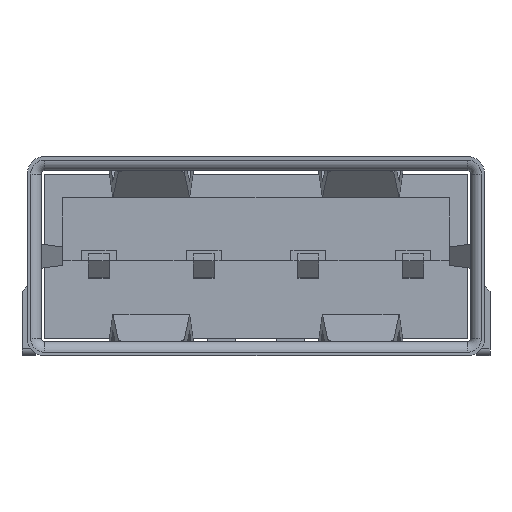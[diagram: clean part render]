
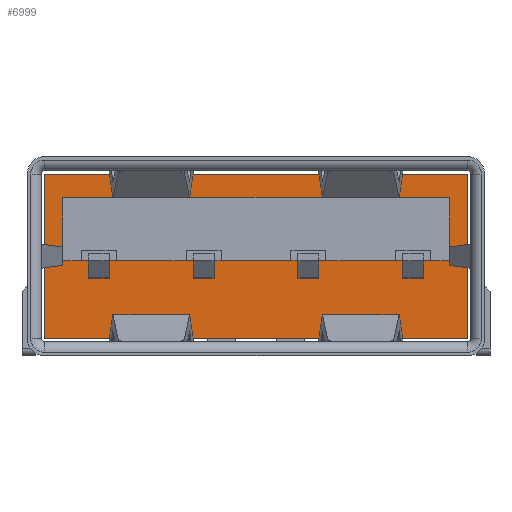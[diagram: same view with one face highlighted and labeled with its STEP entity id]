
A CAD part, front view. The second image highlights one B-rep face of the part: STEP entity #6999.
In plain terms, the highlighted planar face has unit normal (0, -1, 0).
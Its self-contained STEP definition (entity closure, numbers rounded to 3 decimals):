
#153 = VERTEX_POINT ( 'NONE', #25358 ) ;
#320 = VECTOR ( 'NONE', #23510, 1000. ) ;
#632 = CARTESIAN_POINT ( 'NONE',  ( -5.536, 7.95, -0.127 ) ) ;
#692 = ORIENTED_EDGE ( 'NONE', *, *, #6387, .T. ) ;
#861 = DIRECTION ( 'NONE',  ( 0., -1., 0. ) ) ;
#1035 = CARTESIAN_POINT ( 'NONE',  ( 6.05, 7.95, -2.35 ) ) ;
#1302 = ORIENTED_EDGE ( 'NONE', *, *, #3574, .F. ) ;
#1801 = EDGE_CURVE ( 'NONE', #10566, #20043, #14752, .T. ) ;
#2684 = VECTOR ( 'NONE', #3042, 1000. ) ;
#2718 = VERTEX_POINT ( 'NONE', #21090 ) ;
#2770 = CARTESIAN_POINT ( 'NONE',  ( -1., 7.95, -0.127 ) ) ;
#2995 = LINE ( 'NONE', #1035, #15803 ) ;
#3042 = DIRECTION ( 'NONE',  ( 1., 0., 0. ) ) ;
#3448 = EDGE_CURVE ( 'NONE', #18576, #12266, #9690, .T. ) ;
#3464 = ORIENTED_EDGE ( 'NONE', *, *, #11972, .F. ) ;
#3564 = CARTESIAN_POINT ( 'NONE',  ( 4., 7.95, -0.127 ) ) ;
#3573 = CARTESIAN_POINT ( 'NONE',  ( -5.536, 7.95, 1.673 ) ) ;
#3574 = EDGE_CURVE ( 'NONE', #13807, #14283, #9042, .T. ) ;
#4527 = LINE ( 'NONE', #24471, #13619 ) ;
#4955 = DIRECTION ( 'NONE',  ( 1., 0., 0. ) ) ;
#5104 = LINE ( 'NONE', #24546, #14746 ) ;
#5359 = CARTESIAN_POINT ( 'NONE',  ( -6.05, 7.95, 2.35 ) ) ;
#5455 = CARTESIAN_POINT ( 'NONE',  ( -6.05, 7.95, -2.35 ) ) ;
#5917 = CARTESIAN_POINT ( 'NONE',  ( -4., 7.95, -0.127 ) ) ;
#6322 = VECTOR ( 'NONE', #21088, 1000. ) ;
#6373 = CARTESIAN_POINT ( 'NONE',  ( 0., 7.95, -0.127 ) ) ;
#6387 = EDGE_CURVE ( 'NONE', #19267, #10566, #22891, .T. ) ;
#6955 = CARTESIAN_POINT ( 'NONE',  ( 5.536, 7.95, 1.673 ) ) ;
#6999 = ADVANCED_FACE ( 'NONE', ( #20219, #25240 ), #23207, .T. ) ;
#7242 = VECTOR ( 'NONE', #9577, 1000. ) ;
#7319 = CARTESIAN_POINT ( 'NONE',  ( -5., 7.95, -0.127 ) ) ;
#7470 = VECTOR ( 'NONE', #22738, 1000. ) ;
#7597 = CARTESIAN_POINT ( 'NONE',  ( 5.536, 7.95, -0.127 ) ) ;
#7802 = ORIENTED_EDGE ( 'NONE', *, *, #21942, .T. ) ;
#7947 = EDGE_CURVE ( 'NONE', #8790, #24475, #14178, .T. ) ;
#8677 = CARTESIAN_POINT ( 'NONE',  ( 5.536, 7.95, -0.127 ) ) ;
#8790 = VERTEX_POINT ( 'NONE', #632 ) ;
#9042 = LINE ( 'NONE', #12867, #7470 ) ;
#9394 = LINE ( 'NONE', #7597, #19913 ) ;
#9577 = DIRECTION ( 'NONE',  ( -1., 0., 0. ) ) ;
#9666 = CARTESIAN_POINT ( 'NONE',  ( 2., 7.95, -0.127 ) ) ;
#9690 = LINE ( 'NONE', #21354, #10358 ) ;
#9826 = DIRECTION ( 'NONE',  ( 1., 0., 0. ) ) ;
#10105 = CARTESIAN_POINT ( 'NONE',  ( -2., 7.95, -0.127 ) ) ;
#10181 = AXIS2_PLACEMENT_3D ( 'NONE', #12656, #861, #10740 ) ;
#10327 = LINE ( 'NONE', #10456, #13911 ) ;
#10358 = VECTOR ( 'NONE', #9826, 1000. ) ;
#10456 = CARTESIAN_POINT ( 'NONE',  ( 0., 7.95, -0.127 ) ) ;
#10459 = ORIENTED_EDGE ( 'NONE', *, *, #11237, .F. ) ;
#10541 = EDGE_LOOP ( 'NONE', ( #23542, #20977, #3464, #19379, #1302, #13121, #15184, #10459, #17306, #13704, #13317, #15444 ) ) ;
#10566 = VERTEX_POINT ( 'NONE', #5455 ) ;
#10740 = DIRECTION ( 'NONE',  ( 0., 0., -1. ) ) ;
#11237 = EDGE_CURVE ( 'NONE', #12266, #24089, #22237, .T. ) ;
#11911 = CARTESIAN_POINT ( 'NONE',  ( 5., 7.95, -0.127 ) ) ;
#11972 = EDGE_CURVE ( 'NONE', #19253, #153, #17285, .T. ) ;
#12266 = VERTEX_POINT ( 'NONE', #10105 ) ;
#12656 = CARTESIAN_POINT ( 'NONE',  ( 0., 7.95, 0. ) ) ;
#12867 = CARTESIAN_POINT ( 'NONE',  ( 5.536, 7.95, -0.127 ) ) ;
#12893 = DIRECTION ( 'NONE',  ( 1., 0., 0. ) ) ;
#13075 = CARTESIAN_POINT ( 'NONE',  ( -6.05, 7.95, -2.35 ) ) ;
#13121 = ORIENTED_EDGE ( 'NONE', *, *, #19962, .F. ) ;
#13317 = ORIENTED_EDGE ( 'NONE', *, *, #7947, .F. ) ;
#13388 = VECTOR ( 'NONE', #16620, 1000. ) ;
#13478 = VECTOR ( 'NONE', #25359, 1000. ) ;
#13554 = EDGE_CURVE ( 'NONE', #14283, #19253, #23419, .T. ) ;
#13619 = VECTOR ( 'NONE', #23981, 1000. ) ;
#13639 = DIRECTION ( 'NONE',  ( 1., 0., 0. ) ) ;
#13704 = ORIENTED_EDGE ( 'NONE', *, *, #19753, .F. ) ;
#13807 = VERTEX_POINT ( 'NONE', #9666 ) ;
#13877 = CARTESIAN_POINT ( 'NONE',  ( -5.536, 7.95, -0.127 ) ) ;
#13911 = VECTOR ( 'NONE', #4955, 1000. ) ;
#14012 = DIRECTION ( 'NONE',  ( 0., 0., 1. ) ) ;
#14178 = LINE ( 'NONE', #8677, #13388 ) ;
#14283 = VERTEX_POINT ( 'NONE', #3564 ) ;
#14746 = VECTOR ( 'NONE', #12893, 1000. ) ;
#14752 = LINE ( 'NONE', #13075, #21349 ) ;
#15047 = EDGE_CURVE ( 'NONE', #17361, #17962, #21492, .T. ) ;
#15184 = ORIENTED_EDGE ( 'NONE', *, *, #20641, .F. ) ;
#15444 = ORIENTED_EDGE ( 'NONE', *, *, #23190, .F. ) ;
#15674 = LINE ( 'NONE', #13877, #320 ) ;
#15803 = VECTOR ( 'NONE', #14012, 1000. ) ;
#16461 = DIRECTION ( 'NONE',  ( -1., 0., 0. ) ) ;
#16620 = DIRECTION ( 'NONE',  ( 1., 0., 0. ) ) ;
#17285 = LINE ( 'NONE', #21399, #13478 ) ;
#17306 = ORIENTED_EDGE ( 'NONE', *, *, #3448, .F. ) ;
#17361 = VERTEX_POINT ( 'NONE', #6955 ) ;
#17445 = DIRECTION ( 'NONE',  ( 0., 0., 1. ) ) ;
#17643 = CARTESIAN_POINT ( 'NONE',  ( 0., 7.95, -0.127 ) ) ;
#17962 = VERTEX_POINT ( 'NONE', #3573 ) ;
#18576 = VERTEX_POINT ( 'NONE', #5917 ) ;
#18638 = CARTESIAN_POINT ( 'NONE',  ( 6.05, 7.95, -2.35 ) ) ;
#19253 = VERTEX_POINT ( 'NONE', #11911 ) ;
#19267 = VERTEX_POINT ( 'NONE', #19876 ) ;
#19379 = ORIENTED_EDGE ( 'NONE', *, *, #13554, .F. ) ;
#19445 = CARTESIAN_POINT ( 'NONE',  ( 5.536, 7.95, 1.673 ) ) ;
#19753 = EDGE_CURVE ( 'NONE', #24475, #18576, #5104, .T. ) ;
#19795 = CARTESIAN_POINT ( 'NONE',  ( 1., 7.95, -0.127 ) ) ;
#19843 = EDGE_CURVE ( 'NONE', #2718, #19267, #22230, .T. ) ;
#19876 = CARTESIAN_POINT ( 'NONE',  ( -6.05, 7.95, 2.35 ) ) ;
#19913 = VECTOR ( 'NONE', #17445, 1000. ) ;
#19962 = EDGE_CURVE ( 'NONE', #23116, #13807, #10327, .T. ) ;
#20043 = VERTEX_POINT ( 'NONE', #18638 ) ;
#20219 = FACE_OUTER_BOUND ( 'NONE', #20586, .T. ) ;
#20451 = EDGE_CURVE ( 'NONE', #153, #17361, #9394, .T. ) ;
#20484 = VECTOR ( 'NONE', #13639, 1000. ) ;
#20491 = VECTOR ( 'NONE', #16461, 1000. ) ;
#20549 = ORIENTED_EDGE ( 'NONE', *, *, #1801, .T. ) ;
#20586 = EDGE_LOOP ( 'NONE', ( #20549, #7802, #23100, #692 ) ) ;
#20641 = EDGE_CURVE ( 'NONE', #24089, #23116, #4527, .T. ) ;
#20977 = ORIENTED_EDGE ( 'NONE', *, *, #20451, .F. ) ;
#21088 = DIRECTION ( 'NONE',  ( 0., 0., -1. ) ) ;
#21090 = CARTESIAN_POINT ( 'NONE',  ( 6.05, 7.95, 2.35 ) ) ;
#21349 = VECTOR ( 'NONE', #22575, 1000. ) ;
#21354 = CARTESIAN_POINT ( 'NONE',  ( 5.536, 7.95, -0.127 ) ) ;
#21399 = CARTESIAN_POINT ( 'NONE',  ( 5.536, 7.95, -0.127 ) ) ;
#21492 = LINE ( 'NONE', #19445, #7242 ) ;
#21942 = EDGE_CURVE ( 'NONE', #20043, #2718, #2995, .T. ) ;
#22230 = LINE ( 'NONE', #23898, #20491 ) ;
#22237 = LINE ( 'NONE', #6373, #2684 ) ;
#22575 = DIRECTION ( 'NONE',  ( 1., 0., 0. ) ) ;
#22738 = DIRECTION ( 'NONE',  ( 1., 0., 0. ) ) ;
#22891 = LINE ( 'NONE', #5359, #6322 ) ;
#23100 = ORIENTED_EDGE ( 'NONE', *, *, #19843, .T. ) ;
#23116 = VERTEX_POINT ( 'NONE', #19795 ) ;
#23190 = EDGE_CURVE ( 'NONE', #17962, #8790, #15674, .T. ) ;
#23207 = PLANE ( 'NONE',  #10181 ) ;
#23419 = LINE ( 'NONE', #17643, #20484 ) ;
#23510 = DIRECTION ( 'NONE',  ( 0., 0., -1. ) ) ;
#23542 = ORIENTED_EDGE ( 'NONE', *, *, #15047, .F. ) ;
#23898 = CARTESIAN_POINT ( 'NONE',  ( 6.05, 7.95, 2.35 ) ) ;
#23981 = DIRECTION ( 'NONE',  ( 1., 0., 0. ) ) ;
#24089 = VERTEX_POINT ( 'NONE', #2770 ) ;
#24471 = CARTESIAN_POINT ( 'NONE',  ( 5.536, 7.95, -0.127 ) ) ;
#24475 = VERTEX_POINT ( 'NONE', #7319 ) ;
#24546 = CARTESIAN_POINT ( 'NONE',  ( 0., 7.95, -0.127 ) ) ;
#25240 = FACE_BOUND ( 'NONE', #10541, .T. ) ;
#25358 = CARTESIAN_POINT ( 'NONE',  ( 5.536, 7.95, -0.127 ) ) ;
#25359 = DIRECTION ( 'NONE',  ( 1., 0., 0. ) ) ;
